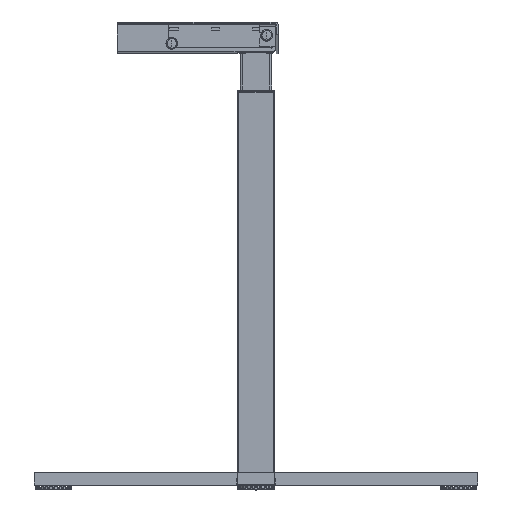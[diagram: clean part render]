
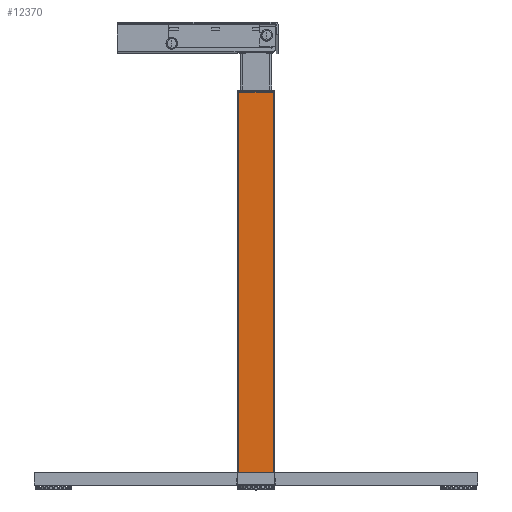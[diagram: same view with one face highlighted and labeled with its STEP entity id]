
A CAD part, top view. The second image highlights one B-rep face of the part: STEP entity #12370.
In plain terms, the highlighted planar face has unit normal (0, 0, 1).
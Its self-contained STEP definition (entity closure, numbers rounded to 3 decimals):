
#649 = CARTESIAN_POINT ( 'NONE',  ( 27., 628., 30. ) ) ;
#1232 = CARTESIAN_POINT ( 'NONE',  ( -27., 628., 30. ) ) ;
#2544 = EDGE_CURVE ( 'NONE', #24118, #7122, #7698, .T. ) ;
#3986 = VECTOR ( 'NONE', #26965, 1000. ) ;
#4959 = DIRECTION ( 'NONE',  ( 0., 1., 0. ) ) ;
#7122 = VERTEX_POINT ( 'NONE', #37498 ) ;
#7698 = LINE ( 'NONE', #38167, #26501 ) ;
#8236 = EDGE_CURVE ( 'NONE', #24983, #37164, #20237, .T. ) ;
#11441 = CARTESIAN_POINT ( 'NONE',  ( -27., 27., 30. ) ) ;
#11583 = EDGE_LOOP ( 'NONE', ( #36726, #20201, #13781, #24336 ) ) ;
#12050 = DIRECTION ( 'NONE',  ( 0., 1., 0. ) ) ;
#12370 = ADVANCED_FACE ( 'NONE', ( #31834 ), #13382, .F. ) ;
#13382 = PLANE ( 'NONE',  #35270 ) ;
#13781 = ORIENTED_EDGE ( 'NONE', *, *, #26467, .F. ) ;
#16447 = DIRECTION ( 'NONE',  ( 0., 0., -1. ) ) ;
#16450 = LINE ( 'NONE', #1232, #23947 ) ;
#19226 = EDGE_CURVE ( 'NONE', #37164, #7122, #16450, .T. ) ;
#19481 = DIRECTION ( 'NONE',  ( -1., 0., 0. ) ) ;
#20201 = ORIENTED_EDGE ( 'NONE', *, *, #2544, .F. ) ;
#20237 = LINE ( 'NONE', #27276, #25861 ) ;
#23947 = VECTOR ( 'NONE', #28558, 1000. ) ;
#24118 = VERTEX_POINT ( 'NONE', #11441 ) ;
#24336 = ORIENTED_EDGE ( 'NONE', *, *, #8236, .T. ) ;
#24983 = VERTEX_POINT ( 'NONE', #25407 ) ;
#25407 = CARTESIAN_POINT ( 'NONE',  ( 27., 27., 30. ) ) ;
#25861 = VECTOR ( 'NONE', #12050, 1000. ) ;
#26467 = EDGE_CURVE ( 'NONE', #24983, #24118, #30308, .T. ) ;
#26501 = VECTOR ( 'NONE', #4959, 1000. ) ;
#26965 = DIRECTION ( 'NONE',  ( -1., 0., 0. ) ) ;
#27276 = CARTESIAN_POINT ( 'NONE',  ( 27., 27., 30. ) ) ;
#28558 = DIRECTION ( 'NONE',  ( -1., 0., 0. ) ) ;
#30116 = CARTESIAN_POINT ( 'NONE',  ( -27., 27., 30. ) ) ;
#30308 = LINE ( 'NONE', #30116, #3986 ) ;
#31834 = FACE_OUTER_BOUND ( 'NONE', #11583, .T. ) ;
#34378 = CARTESIAN_POINT ( 'NONE',  ( -27., 27., 30. ) ) ;
#35270 = AXIS2_PLACEMENT_3D ( 'NONE', #34378, #16447, #19481 ) ;
#36726 = ORIENTED_EDGE ( 'NONE', *, *, #19226, .T. ) ;
#37164 = VERTEX_POINT ( 'NONE', #649 ) ;
#37498 = CARTESIAN_POINT ( 'NONE',  ( -27., 628., 30. ) ) ;
#38167 = CARTESIAN_POINT ( 'NONE',  ( -27., 27., 30. ) ) ;
